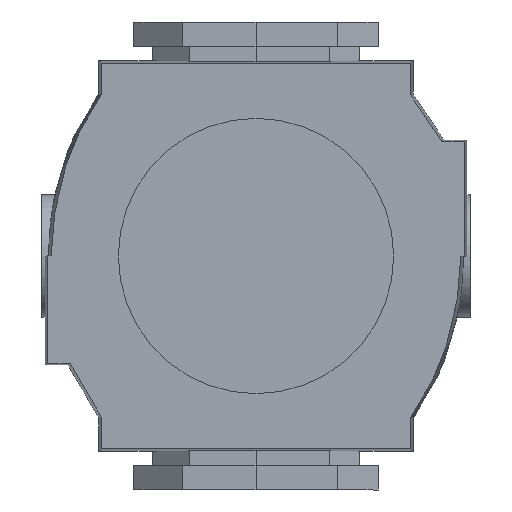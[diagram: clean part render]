
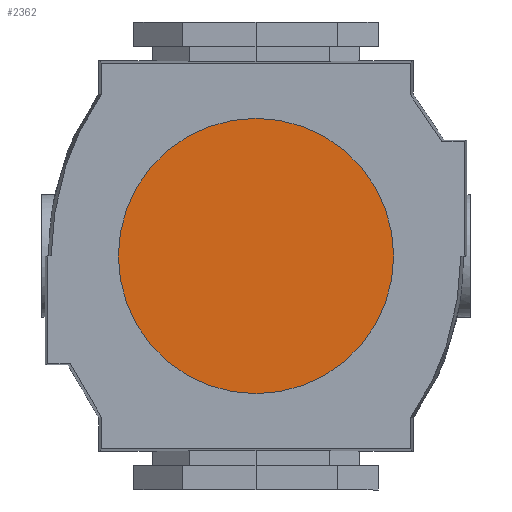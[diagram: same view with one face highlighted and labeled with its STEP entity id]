
A CAD part, front view. The second image highlights one B-rep face of the part: STEP entity #2362.
In plain terms, the highlighted face is planar.
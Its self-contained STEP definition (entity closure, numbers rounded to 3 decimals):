
#58 = CARTESIAN_POINT ( 'NONE',  ( 0., 39.2, -20. ) ) ;
#391 = VERTEX_POINT ( 'NONE', #3630 ) ;
#398 = FACE_OUTER_BOUND ( 'NONE', #1603, .T. ) ;
#441 = DIRECTION ( 'NONE',  ( 0., 1., 0. ) ) ;
#1158 = EDGE_CURVE ( 'NONE', #391, #3726, #1297, .T. ) ;
#1263 = AXIS2_PLACEMENT_3D ( 'NONE', #1279, #4013, #2789 ) ;
#1279 = CARTESIAN_POINT ( 'NONE',  ( 0., 39.2, 0. ) ) ;
#1297 = CIRCLE ( 'NONE', #1381, 20. ) ;
#1381 = AXIS2_PLACEMENT_3D ( 'NONE', #4250, #4760, #1559 ) ;
#1559 = DIRECTION ( 'NONE',  ( 0., 0., 1. ) ) ;
#1603 = EDGE_LOOP ( 'NONE', ( #1659, #2256 ) ) ;
#1659 = ORIENTED_EDGE ( 'NONE', *, *, #1158, .T. ) ;
#2025 = PLANE ( 'NONE',  #1263 ) ;
#2256 = ORIENTED_EDGE ( 'NONE', *, *, #2738, .T. ) ;
#2362 = ADVANCED_FACE ( 'NONE', ( #398 ), #2025, .T. ) ;
#2738 = EDGE_CURVE ( 'NONE', #3726, #391, #3949, .T. ) ;
#2789 = DIRECTION ( 'NONE',  ( 0., 0., 1. ) ) ;
#2829 = CARTESIAN_POINT ( 'NONE',  ( 0., 39.2, 0. ) ) ;
#3630 = CARTESIAN_POINT ( 'NONE',  ( 0., 39.2, 20. ) ) ;
#3726 = VERTEX_POINT ( 'NONE', #58 ) ;
#3949 = CIRCLE ( 'NONE', #4958, 20. ) ;
#4013 = DIRECTION ( 'NONE',  ( 0., 1., 0. ) ) ;
#4250 = CARTESIAN_POINT ( 'NONE',  ( 0., 39.2, 0. ) ) ;
#4760 = DIRECTION ( 'NONE',  ( 0., 1., 0. ) ) ;
#4958 = AXIS2_PLACEMENT_3D ( 'NONE', #2829, #441, #5197 ) ;
#5197 = DIRECTION ( 'NONE',  ( 0., 0., 1. ) ) ;
